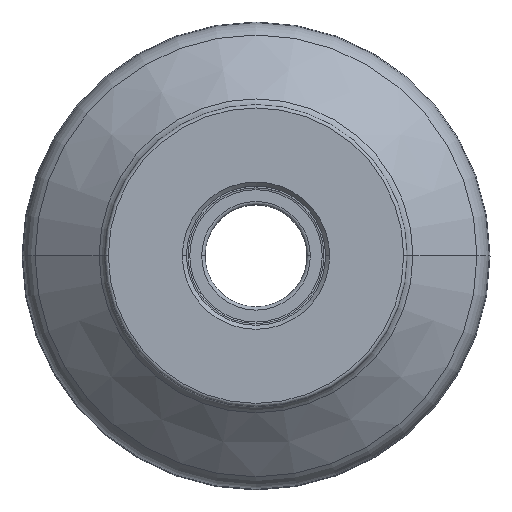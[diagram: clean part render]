
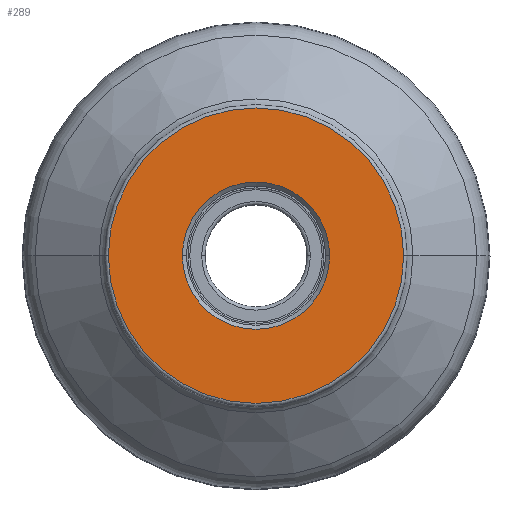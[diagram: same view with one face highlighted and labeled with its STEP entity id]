
A CAD part, top view. The second image highlights one B-rep face of the part: STEP entity #289.
In plain terms, the highlighted planar face has unit normal (0, 0, 1).
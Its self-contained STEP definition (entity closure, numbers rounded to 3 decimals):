
#66=PLANE('',#2379);
#74=FACE_BOUND('',#585,.T.);
#75=FACE_BOUND('',#586,.T.);
#289=ADVANCED_FACE('',(#74,#75),#66,.T.);
#585=EDGE_LOOP('',(#999,#1000));
#586=EDGE_LOOP('',(#1001,#1002,#1003,#1004));
#999=ORIENTED_EDGE('',*,*,#1509,.T.);
#1000=ORIENTED_EDGE('',*,*,#1512,.T.);
#1001=ORIENTED_EDGE('',*,*,#1513,.T.);
#1002=ORIENTED_EDGE('',*,*,#1514,.T.);
#1003=ORIENTED_EDGE('',*,*,#1515,.T.);
#1004=ORIENTED_EDGE('',*,*,#1516,.T.);
#1271=VERTEX_POINT('',#5228);
#1272=VERTEX_POINT('',#5230);
#1273=VERTEX_POINT('',#5237);
#1274=VERTEX_POINT('',#5238);
#1275=VERTEX_POINT('',#5240);
#1276=VERTEX_POINT('',#5242);
#1509=EDGE_CURVE('',#1272,#1271,#1848,.T.);
#1512=EDGE_CURVE('',#1271,#1272,#1851,.T.);
#1513=EDGE_CURVE('',#1273,#1274,#1852,.T.);
#1514=EDGE_CURVE('',#1274,#1275,#1853,.T.);
#1515=EDGE_CURVE('',#1275,#1276,#1854,.T.);
#1516=EDGE_CURVE('',#1276,#1273,#1855,.T.);
#1848=CIRCLE('',#2369,43.5);
#1851=CIRCLE('',#2373,43.5);
#1852=CIRCLE('',#2375,21.7);
#1853=CIRCLE('',#2376,21.7);
#1854=CIRCLE('',#2377,21.7);
#1855=CIRCLE('',#2378,21.7);
#2369=AXIS2_PLACEMENT_3D('',#5229,#2889,#2890);
#2373=AXIS2_PLACEMENT_3D('',#5234,#2897,#2898);
#2375=AXIS2_PLACEMENT_3D('',#5236,#2901,#2902);
#2376=AXIS2_PLACEMENT_3D('',#5239,#2903,#2904);
#2377=AXIS2_PLACEMENT_3D('',#5241,#2905,#2906);
#2378=AXIS2_PLACEMENT_3D('',#5243,#2907,#2908);
#2379=AXIS2_PLACEMENT_3D('',#5244,#2909,#2910);
#2889=DIRECTION('',(0.,0.,1.));
#2890=DIRECTION('',(1.,0.,0.));
#2897=DIRECTION('',(0.,0.,1.));
#2898=DIRECTION('',(-1.,0.,0.));
#2901=DIRECTION('',(0.,0.,-1.));
#2902=DIRECTION('',(0.,-1.,0.));
#2903=DIRECTION('',(0.,0.,-1.));
#2904=DIRECTION('',(-1.,0.,0.));
#2905=DIRECTION('',(0.,0.,-1.));
#2906=DIRECTION('',(0.,1.,0.));
#2907=DIRECTION('',(0.,0.,-1.));
#2908=DIRECTION('',(1.,0.,0.));
#2909=DIRECTION('',(0.,0.,1.));
#2910=DIRECTION('',(-1.,0.,0.));
#5228=CARTESIAN_POINT('',(-43.5,0.,0.));
#5229=CARTESIAN_POINT('',(0.,0.,0.));
#5230=CARTESIAN_POINT('',(43.5,0.,0.));
#5234=CARTESIAN_POINT('',(0.,0.,0.));
#5236=CARTESIAN_POINT('',(0.,0.,0.));
#5237=CARTESIAN_POINT('',(0.,-21.7,0.));
#5238=CARTESIAN_POINT('',(-21.7,0.,0.));
#5239=CARTESIAN_POINT('',(0.,0.,0.));
#5240=CARTESIAN_POINT('',(0.,21.7,0.));
#5241=CARTESIAN_POINT('',(0.,0.,0.));
#5242=CARTESIAN_POINT('',(21.7,0.,0.));
#5243=CARTESIAN_POINT('',(0.,0.,0.));
#5244=CARTESIAN_POINT('',(0.,0.,0.));
